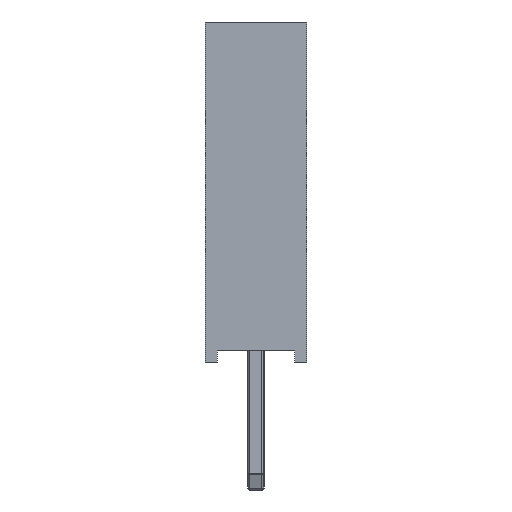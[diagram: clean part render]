
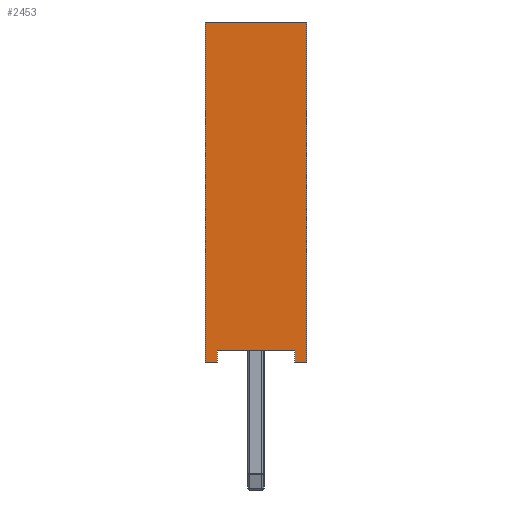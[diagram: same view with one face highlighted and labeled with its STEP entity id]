
A CAD part, left-side view. The second image highlights one B-rep face of the part: STEP entity #2453.
In plain terms, the highlighted planar face has unit normal (-1, 0, 0).
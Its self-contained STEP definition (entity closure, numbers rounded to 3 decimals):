
#357=FACE_OUTER_BOUND('',#508,.T.);
#508=EDGE_LOOP('',(#1609,#1610,#1611,#1612,#1613,#1614,#1615,#1616));
#674=LINE('',#3829,#860);
#676=LINE('',#3835,#862);
#679=LINE('',#3840,#865);
#684=LINE('',#3854,#870);
#685=LINE('',#3857,#871);
#688=LINE('',#3863,#874);
#689=LINE('',#3865,#875);
#690=LINE('',#3866,#876);
#860=VECTOR('',#2995,10.);
#862=VECTOR('',#2999,10.);
#865=VECTOR('',#3004,10.);
#870=VECTOR('',#3019,10.);
#871=VECTOR('',#3022,10.);
#874=VECTOR('',#3027,10.);
#875=VECTOR('',#3028,10.);
#876=VECTOR('',#3029,10.);
#1044=VERTEX_POINT('',#3823);
#1046=VERTEX_POINT('',#3827);
#1047=VERTEX_POINT('',#3831);
#1049=VERTEX_POINT('',#3834);
#1054=VERTEX_POINT('',#3852);
#1055=VERTEX_POINT('',#3856);
#1057=VERTEX_POINT('',#3862);
#1058=VERTEX_POINT('',#3864);
#1242=EDGE_CURVE('',#1044,#1046,#674,.T.);
#1244=EDGE_CURVE('',#1049,#1047,#676,.T.);
#1247=EDGE_CURVE('',#1046,#1049,#679,.T.);
#1256=EDGE_CURVE('',#1047,#1054,#684,.T.);
#1257=EDGE_CURVE('',#1055,#1044,#685,.T.);
#1260=EDGE_CURVE('',#1054,#1057,#688,.T.);
#1261=EDGE_CURVE('',#1058,#1057,#689,.T.);
#1262=EDGE_CURVE('',#1055,#1058,#690,.T.);
#1609=ORIENTED_EDGE('',*,*,#1242,.T.);
#1610=ORIENTED_EDGE('',*,*,#1247,.T.);
#1611=ORIENTED_EDGE('',*,*,#1244,.T.);
#1612=ORIENTED_EDGE('',*,*,#1256,.T.);
#1613=ORIENTED_EDGE('',*,*,#1260,.T.);
#1614=ORIENTED_EDGE('',*,*,#1261,.F.);
#1615=ORIENTED_EDGE('',*,*,#1262,.F.);
#1616=ORIENTED_EDGE('',*,*,#1257,.T.);
#2257=PLANE('',#2661);
#2453=ADVANCED_FACE('',(#357),#2257,.T.);
#2661=AXIS2_PLACEMENT_3D('',#3861,#3025,#3026);
#2995=DIRECTION('',(0.,0.,1.));
#2999=DIRECTION('',(0.,0.,-1.));
#3004=DIRECTION('',(0.,-1.,0.));
#3019=DIRECTION('',(0.,-1.,0.));
#3022=DIRECTION('',(0.,-1.,0.));
#3025=DIRECTION('center_axis',(-1.,0.,0.));
#3026=DIRECTION('ref_axis',(0.,-1.,0.));
#3027=DIRECTION('',(0.,0.,1.));
#3028=DIRECTION('',(0.,-1.,0.));
#3029=DIRECTION('',(0.,0.,1.));
#3823=CARTESIAN_POINT('',(-1.27,0.97,0.));
#3827=CARTESIAN_POINT('',(-1.27,0.97,0.3));
#3829=CARTESIAN_POINT('',(-1.27,0.97,0.));
#3831=CARTESIAN_POINT('',(-1.27,-0.97,0.));
#3834=CARTESIAN_POINT('',(-1.27,-0.97,0.3));
#3835=CARTESIAN_POINT('',(-1.27,-0.97,0.));
#3840=CARTESIAN_POINT('',(-1.27,0.635,0.3));
#3852=CARTESIAN_POINT('',(-1.27,-1.27,0.));
#3854=CARTESIAN_POINT('',(-1.27,1.27,0.));
#3856=CARTESIAN_POINT('',(-1.27,1.27,0.));
#3857=CARTESIAN_POINT('',(-1.27,1.27,0.));
#3861=CARTESIAN_POINT('Origin',(-1.27,1.27,0.));
#3862=CARTESIAN_POINT('',(-1.27,-1.27,8.5));
#3863=CARTESIAN_POINT('',(-1.27,-1.27,0.));
#3864=CARTESIAN_POINT('',(-1.27,1.27,8.5));
#3865=CARTESIAN_POINT('',(-1.27,1.27,8.5));
#3866=CARTESIAN_POINT('',(-1.27,1.27,0.));
